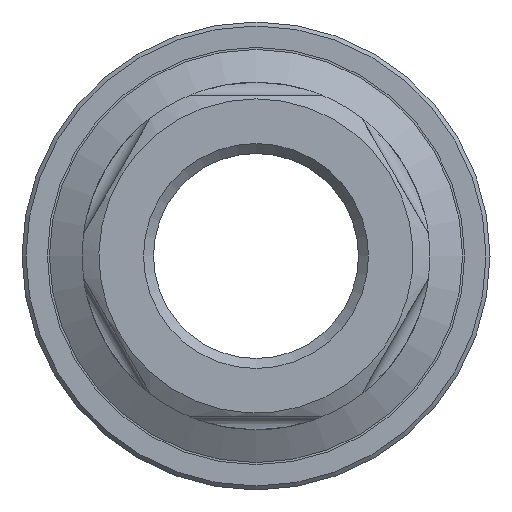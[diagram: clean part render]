
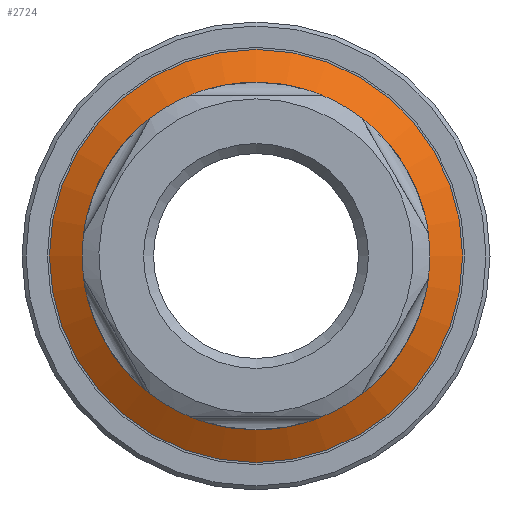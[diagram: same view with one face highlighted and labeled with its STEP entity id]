
A CAD part, left-side view. The second image highlights one B-rep face of the part: STEP entity #2724.
In plain terms, the highlighted conical face has half-angle 60 degrees and reference radius 13 mm.
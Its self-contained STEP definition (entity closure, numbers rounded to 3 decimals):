
#163=CONICAL_SURFACE('',#2925,13.,1.047);
#526=ORIENTED_EDGE('',*,*,#856,.T.);
#527=ORIENTED_EDGE('',*,*,#822,.F.);
#528=ORIENTED_EDGE('',*,*,#821,.F.);
#529=ORIENTED_EDGE('',*,*,#820,.F.);
#530=ORIENTED_EDGE('',*,*,#819,.F.);
#531=ORIENTED_EDGE('',*,*,#818,.F.);
#532=ORIENTED_EDGE('',*,*,#817,.F.);
#817=EDGE_CURVE('',#984,#962,#1162,.T.);
#818=EDGE_CURVE('',#962,#967,#1163,.T.);
#819=EDGE_CURVE('',#967,#972,#1164,.T.);
#820=EDGE_CURVE('',#972,#977,#1165,.T.);
#821=EDGE_CURVE('',#977,#987,#1166,.T.);
#822=EDGE_CURVE('',#987,#984,#1167,.T.);
#856=EDGE_CURVE('',#1040,#1040,#1177,.T.);
#962=VERTEX_POINT('',#3663);
#967=VERTEX_POINT('',#3697);
#972=VERTEX_POINT('',#3731);
#977=VERTEX_POINT('',#3765);
#984=VERTEX_POINT('',#3809);
#987=VERTEX_POINT('',#3833);
#1040=VERTEX_POINT('',#4178);
#1162=CIRCLE('',#2888,13.);
#1163=CIRCLE('',#2890,13.);
#1164=CIRCLE('',#2892,13.);
#1165=CIRCLE('',#2894,13.);
#1166=CIRCLE('',#2896,13.);
#1167=CIRCLE('',#2898,13.);
#1177=CIRCLE('',#2926,15.45);
#1329=EDGE_LOOP('',(#526));
#1330=EDGE_LOOP('',(#527,#528,#529,#530,#531,#532));
#1564=FACE_BOUND('',#1329,.T.);
#1565=FACE_BOUND('',#1330,.T.);
#2724=ADVANCED_FACE('',(#1564,#1565),#163,.T.);
#2888=AXIS2_PLACEMENT_3D('',#4018,#3256,#3257);
#2890=AXIS2_PLACEMENT_3D('',#4020,#3260,#3261);
#2892=AXIS2_PLACEMENT_3D('',#4022,#3264,#3265);
#2894=AXIS2_PLACEMENT_3D('',#4024,#3268,#3269);
#2896=AXIS2_PLACEMENT_3D('',#4026,#3272,#3273);
#2898=AXIS2_PLACEMENT_3D('',#4028,#3276,#3277);
#2925=AXIS2_PLACEMENT_3D('',#4176,#3330,#3331);
#2926=AXIS2_PLACEMENT_3D('',#4177,#3332,#3333);
#3256=DIRECTION('',(-1.,0.,0.));
#3257=DIRECTION('',(0.,0.,1.));
#3260=DIRECTION('',(-1.,0.,0.));
#3261=DIRECTION('',(0.,0.,1.));
#3264=DIRECTION('',(-1.,0.,0.));
#3265=DIRECTION('',(0.,0.,1.));
#3268=DIRECTION('',(-1.,0.,0.));
#3269=DIRECTION('',(0.,0.,1.));
#3272=DIRECTION('',(-1.,0.,0.));
#3273=DIRECTION('',(0.,0.,1.));
#3276=DIRECTION('',(-1.,0.,0.));
#3277=DIRECTION('',(0.,0.,1.));
#3330=DIRECTION('',(1.,0.,0.));
#3331=DIRECTION('',(0.,0.,-1.));
#3332=DIRECTION('',(-1.,0.,0.));
#3333=DIRECTION('',(0.,0.,1.));
#3663=CARTESIAN_POINT('',(12.5,11.258,-6.5));
#3697=CARTESIAN_POINT('',(12.5,0.,-13.));
#3731=CARTESIAN_POINT('',(12.5,-11.258,-6.5));
#3765=CARTESIAN_POINT('',(12.5,-11.258,6.5));
#3809=CARTESIAN_POINT('',(12.5,11.258,6.5));
#3833=CARTESIAN_POINT('',(12.5,0.,13.));
#4018=CARTESIAN_POINT('',(12.5,0.,0.));
#4020=CARTESIAN_POINT('',(12.5,0.,0.));
#4022=CARTESIAN_POINT('',(12.5,0.,0.));
#4024=CARTESIAN_POINT('',(12.5,0.,0.));
#4026=CARTESIAN_POINT('',(12.5,0.,0.));
#4028=CARTESIAN_POINT('',(12.5,0.,0.));
#4176=CARTESIAN_POINT('',(12.5,0.,0.));
#4177=CARTESIAN_POINT('',(13.915,0.,0.));
#4178=CARTESIAN_POINT('',(13.915,0.,15.45));
